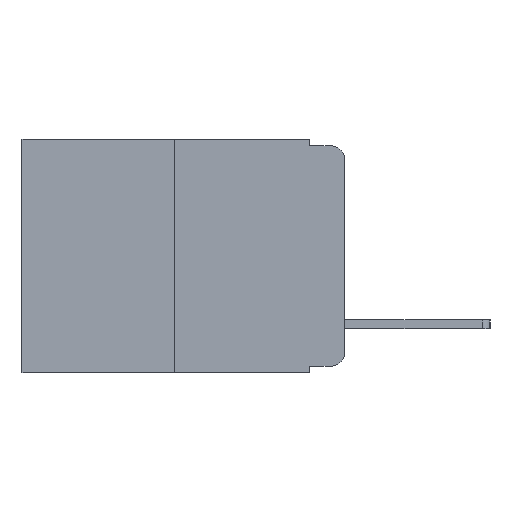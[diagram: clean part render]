
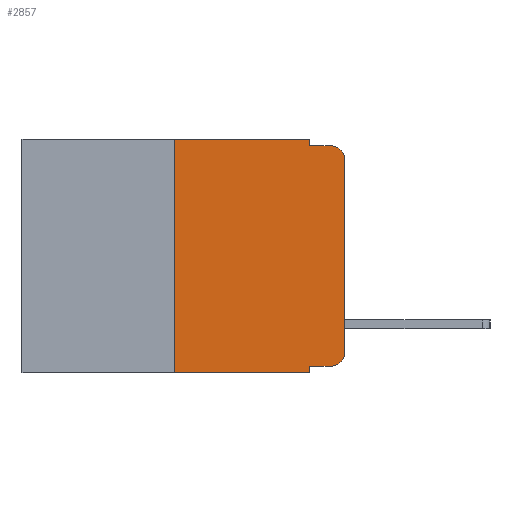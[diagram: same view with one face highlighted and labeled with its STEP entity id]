
A CAD part, left-side view. The second image highlights one B-rep face of the part: STEP entity #2857.
In plain terms, the highlighted planar face has unit normal (-1, 0, 0).
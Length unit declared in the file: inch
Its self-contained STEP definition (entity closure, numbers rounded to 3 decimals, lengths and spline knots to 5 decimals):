
#101 = LINE ( 'NONE', #1692, #12310 ) ;
#346 = LINE ( 'NONE', #8138, #6652 ) ;
#471 = DIRECTION ( 'NONE',  ( 0., 0., -1. ) ) ;
#845 = EDGE_CURVE ( 'NONE', #13109, #8865, #5837, .T. ) ;
#864 = CARTESIAN_POINT ( 'NONE',  ( 0., 0.02, -0.313 ) ) ;
#879 = EDGE_LOOP ( 'NONE', ( #10963, #4791, #2077, #2218, #13505, #15194, #13953, #2348, #4202, #9742 ) ) ;
#1054 = EDGE_CURVE ( 'NONE', #10666, #5618, #101, .T. ) ;
#1347 = AXIS2_PLACEMENT_3D ( 'NONE', #9901, #13293, #9060 ) ;
#1605 = FACE_OUTER_BOUND ( 'NONE', #879, .T. ) ;
#1692 = CARTESIAN_POINT ( 'NONE',  ( 0., 0., 0. ) ) ;
#2077 = ORIENTED_EDGE ( 'NONE', *, *, #11328, .F. ) ;
#2218 = ORIENTED_EDGE ( 'NONE', *, *, #7975, .F. ) ;
#2253 = DIRECTION ( 'NONE',  ( 0., 0., -1. ) ) ;
#2348 = ORIENTED_EDGE ( 'NONE', *, *, #845, .F. ) ;
#2364 = EDGE_CURVE ( 'NONE', #8670, #3855, #5232, .T. ) ;
#2434 = VECTOR ( 'NONE', #12593, 39.37008 ) ;
#2857 = ADVANCED_FACE ( 'NONE', ( #1605 ), #13691, .F. ) ;
#2943 = EDGE_CURVE ( 'NONE', #10154, #8865, #346, .T. ) ;
#3003 = CARTESIAN_POINT ( 'NONE',  ( 0., 0.02, -0.01 ) ) ;
#3398 = CARTESIAN_POINT ( 'NONE',  ( 0., 0., -0.313 ) ) ;
#3489 = CARTESIAN_POINT ( 'NONE',  ( 0., 0.051, -0.01 ) ) ;
#3584 = EDGE_CURVE ( 'NONE', #10154, #8670, #6025, .T. ) ;
#3855 = VERTEX_POINT ( 'NONE', #14328 ) ;
#4202 = ORIENTED_EDGE ( 'NONE', *, *, #6157, .T. ) ;
#4643 = VECTOR ( 'NONE', #471, 39.37008 ) ;
#4791 = ORIENTED_EDGE ( 'NONE', *, *, #13772, .T. ) ;
#4965 = LINE ( 'NONE', #7378, #7999 ) ;
#5009 = CARTESIAN_POINT ( 'NONE',  ( 0., 0.25, -0.343 ) ) ;
#5232 = LINE ( 'NONE', #6556, #14777 ) ;
#5461 = CARTESIAN_POINT ( 'NONE',  ( 0., 0.051, 0. ) ) ;
#5618 = VERTEX_POINT ( 'NONE', #11459 ) ;
#5650 = CARTESIAN_POINT ( 'NONE',  ( 0., 0.051, -0.01 ) ) ;
#5742 = AXIS2_PLACEMENT_3D ( 'NONE', #7029, #15612, #8310 ) ;
#5837 = LINE ( 'NONE', #5461, #12882 ) ;
#6025 = LINE ( 'NONE', #7586, #2434 ) ;
#6143 = DIRECTION ( 'NONE',  ( 0., -1., 0. ) ) ;
#6157 = EDGE_CURVE ( 'NONE', #13109, #13080, #4965, .T. ) ;
#6556 = CARTESIAN_POINT ( 'NONE',  ( 0., 0.473, 0. ) ) ;
#6652 = VECTOR ( 'NONE', #10093, 39.37008 ) ;
#7029 = CARTESIAN_POINT ( 'NONE',  ( 0., 0.02, -0.03 ) ) ;
#7287 = LINE ( 'NONE', #15730, #4643 ) ;
#7362 = CARTESIAN_POINT ( 'NONE',  ( 0., 0.051, -0.343 ) ) ;
#7378 = CARTESIAN_POINT ( 'NONE',  ( 0., 0.051, -0.333 ) ) ;
#7586 = CARTESIAN_POINT ( 'NONE',  ( 0., 0.25, 0. ) ) ;
#7721 = VECTOR ( 'NONE', #6143, 39.37008 ) ;
#7975 = EDGE_CURVE ( 'NONE', #3855, #10441, #7287, .T. ) ;
#7999 = VECTOR ( 'NONE', #14766, 39.37008 ) ;
#8138 = CARTESIAN_POINT ( 'NONE',  ( 0., 0.473, -0.343 ) ) ;
#8310 = DIRECTION ( 'NONE',  ( 0., 0., -1. ) ) ;
#8670 = VERTEX_POINT ( 'NONE', #15543 ) ;
#8865 = VERTEX_POINT ( 'NONE', #7362 ) ;
#9060 = DIRECTION ( 'NONE',  ( 0., 0., -1. ) ) ;
#9458 = EDGE_CURVE ( 'NONE', #13080, #10666, #12680, .T. ) ;
#9742 = ORIENTED_EDGE ( 'NONE', *, *, #9458, .T. ) ;
#9901 = CARTESIAN_POINT ( 'NONE',  ( 0., 0.473, 0. ) ) ;
#10090 = DIRECTION ( 'NONE',  ( -1., 0., 0. ) ) ;
#10093 = DIRECTION ( 'NONE',  ( 0., -1., 0. ) ) ;
#10154 = VERTEX_POINT ( 'NONE', #5009 ) ;
#10441 = VERTEX_POINT ( 'NONE', #5650 ) ;
#10666 = VERTEX_POINT ( 'NONE', #3398 ) ;
#10963 = ORIENTED_EDGE ( 'NONE', *, *, #1054, .T. ) ;
#11086 = LINE ( 'NONE', #3489, #7721 ) ;
#11328 = EDGE_CURVE ( 'NONE', #10441, #16323, #11086, .T. ) ;
#11459 = CARTESIAN_POINT ( 'NONE',  ( 0., 0., -0.03 ) ) ;
#11833 = DIRECTION ( 'NONE',  ( 0., 0., 1. ) ) ;
#11977 = CARTESIAN_POINT ( 'NONE',  ( 0., 0.051, -0.333 ) ) ;
#12310 = VECTOR ( 'NONE', #11833, 39.37008 ) ;
#12593 = DIRECTION ( 'NONE',  ( 0., 0., 1. ) ) ;
#12680 = CIRCLE ( 'NONE', #14597, 0.02 ) ;
#12882 = VECTOR ( 'NONE', #14071, 39.37008 ) ;
#12898 = CIRCLE ( 'NONE', #5742, 0.02 ) ;
#13080 = VERTEX_POINT ( 'NONE', #14336 ) ;
#13109 = VERTEX_POINT ( 'NONE', #11977 ) ;
#13293 = DIRECTION ( 'NONE',  ( 1., 0., 0. ) ) ;
#13505 = ORIENTED_EDGE ( 'NONE', *, *, #2364, .F. ) ;
#13691 = PLANE ( 'NONE',  #1347 ) ;
#13772 = EDGE_CURVE ( 'NONE', #5618, #16323, #12898, .T. ) ;
#13953 = ORIENTED_EDGE ( 'NONE', *, *, #2943, .T. ) ;
#14071 = DIRECTION ( 'NONE',  ( 0., 0., -1. ) ) ;
#14328 = CARTESIAN_POINT ( 'NONE',  ( 0., 0.051, 0. ) ) ;
#14336 = CARTESIAN_POINT ( 'NONE',  ( 0., 0.02, -0.333 ) ) ;
#14597 = AXIS2_PLACEMENT_3D ( 'NONE', #864, #10090, #2253 ) ;
#14766 = DIRECTION ( 'NONE',  ( 0., -1., 0. ) ) ;
#14777 = VECTOR ( 'NONE', #15359, 39.37008 ) ;
#15194 = ORIENTED_EDGE ( 'NONE', *, *, #3584, .F. ) ;
#15359 = DIRECTION ( 'NONE',  ( 0., -1., 0. ) ) ;
#15543 = CARTESIAN_POINT ( 'NONE',  ( 0., 0.25, 0. ) ) ;
#15612 = DIRECTION ( 'NONE',  ( -1., 0., 0. ) ) ;
#15730 = CARTESIAN_POINT ( 'NONE',  ( 0., 0.051, 0. ) ) ;
#16323 = VERTEX_POINT ( 'NONE', #3003 ) ;
